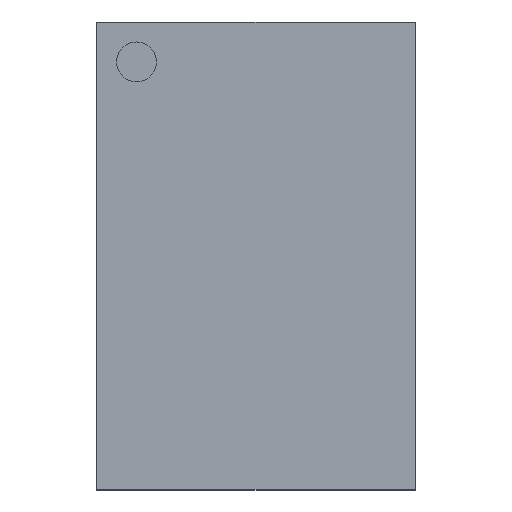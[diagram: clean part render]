
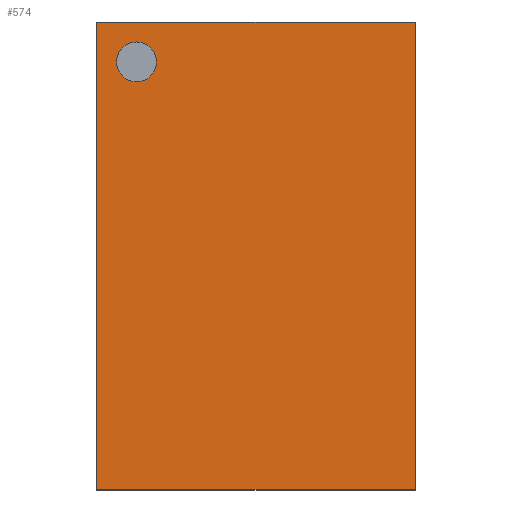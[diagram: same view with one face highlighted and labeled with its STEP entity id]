
A CAD part, top view. The second image highlights one B-rep face of the part: STEP entity #574.
In plain terms, the highlighted planar face has unit normal (0, 0, 1).
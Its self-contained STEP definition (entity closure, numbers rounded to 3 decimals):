
#385 = VERTEX_POINT('',#386);
#386 = CARTESIAN_POINT('',(-0.685,-1.005,0.68));
#393 = PLANE('',#394);
#394 = AXIS2_PLACEMENT_3D('',#395,#396,#397);
#395 = CARTESIAN_POINT('',(-0.685,-1.005,0.26));
#396 = DIRECTION('',(1.,0.,0.));
#397 = DIRECTION('',(0.,0.,1.));
#405 = PLANE('',#406);
#406 = AXIS2_PLACEMENT_3D('',#407,#408,#409);
#407 = CARTESIAN_POINT('',(-0.685,-1.005,0.26));
#408 = DIRECTION('',(0.,1.,0.));
#409 = DIRECTION('',(0.,0.,1.));
#446 = VERTEX_POINT('',#447);
#447 = CARTESIAN_POINT('',(-0.685,1.005,0.68));
#461 = PLANE('',#462);
#462 = AXIS2_PLACEMENT_3D('',#463,#464,#465);
#463 = CARTESIAN_POINT('',(-0.685,1.005,0.26));
#464 = DIRECTION('',(0.,1.,0.));
#465 = DIRECTION('',(0.,0.,1.));
#473 = EDGE_CURVE('',#385,#446,#474,.T.);
#474 = SURFACE_CURVE('',#475,(#479,#486),.PCURVE_S1.);
#475 = LINE('',#476,#477);
#476 = CARTESIAN_POINT('',(-0.685,-1.005,0.68));
#477 = VECTOR('',#478,1.);
#478 = DIRECTION('',(0.,1.,0.));
#479 = PCURVE('',#393,#480);
#480 = DEFINITIONAL_REPRESENTATION('',(#481),#485);
#481 = LINE('',#482,#483);
#482 = CARTESIAN_POINT('',(0.42,0.));
#483 = VECTOR('',#484,1.);
#484 = DIRECTION('',(0.,-1.));
#485 = ( GEOMETRIC_REPRESENTATION_CONTEXT(2) 
PARAMETRIC_REPRESENTATION_CONTEXT() REPRESENTATION_CONTEXT('2D SPACE',''
  ) );
#486 = PCURVE('',#487,#492);
#487 = PLANE('',#488);
#488 = AXIS2_PLACEMENT_3D('',#489,#490,#491);
#489 = CARTESIAN_POINT('',(-0.685,-1.005,0.68));
#490 = DIRECTION('',(0.,0.,1.));
#491 = DIRECTION('',(1.,0.,0.));
#492 = DEFINITIONAL_REPRESENTATION('',(#493),#497);
#493 = LINE('',#494,#495);
#494 = CARTESIAN_POINT('',(0.,0.));
#495 = VECTOR('',#496,1.);
#496 = DIRECTION('',(0.,1.));
#497 = ( GEOMETRIC_REPRESENTATION_CONTEXT(2) 
PARAMETRIC_REPRESENTATION_CONTEXT() REPRESENTATION_CONTEXT('2D SPACE',''
  ) );
#526 = EDGE_CURVE('',#385,#527,#529,.T.);
#527 = VERTEX_POINT('',#528);
#528 = CARTESIAN_POINT('',(0.685,-1.005,0.68));
#529 = SURFACE_CURVE('',#530,(#534,#541),.PCURVE_S1.);
#530 = LINE('',#531,#532);
#531 = CARTESIAN_POINT('',(-0.685,-1.005,0.68));
#532 = VECTOR('',#533,1.);
#533 = DIRECTION('',(1.,0.,0.));
#534 = PCURVE('',#405,#535);
#535 = DEFINITIONAL_REPRESENTATION('',(#536),#540);
#536 = LINE('',#537,#538);
#537 = CARTESIAN_POINT('',(0.42,0.));
#538 = VECTOR('',#539,1.);
#539 = DIRECTION('',(0.,1.));
#540 = ( GEOMETRIC_REPRESENTATION_CONTEXT(2) 
PARAMETRIC_REPRESENTATION_CONTEXT() REPRESENTATION_CONTEXT('2D SPACE',''
  ) );
#541 = PCURVE('',#487,#542);
#542 = DEFINITIONAL_REPRESENTATION('',(#543),#547);
#543 = LINE('',#544,#545);
#544 = CARTESIAN_POINT('',(0.,0.));
#545 = VECTOR('',#546,1.);
#546 = DIRECTION('',(1.,0.));
#547 = ( GEOMETRIC_REPRESENTATION_CONTEXT(2) 
PARAMETRIC_REPRESENTATION_CONTEXT() REPRESENTATION_CONTEXT('2D SPACE',''
  ) );
#563 = PLANE('',#564);
#564 = AXIS2_PLACEMENT_3D('',#565,#566,#567);
#565 = CARTESIAN_POINT('',(0.685,-1.005,0.26));
#566 = DIRECTION('',(1.,0.,0.));
#567 = DIRECTION('',(0.,0.,1.));
#574 = ADVANCED_FACE('',(#575,#623),#487,.T.);
#575 = FACE_BOUND('',#576,.T.);
#576 = EDGE_LOOP('',(#577,#578,#579,#602));
#577 = ORIENTED_EDGE('',*,*,#473,.F.);
#578 = ORIENTED_EDGE('',*,*,#526,.T.);
#579 = ORIENTED_EDGE('',*,*,#580,.T.);
#580 = EDGE_CURVE('',#527,#581,#583,.T.);
#581 = VERTEX_POINT('',#582);
#582 = CARTESIAN_POINT('',(0.685,1.005,0.68));
#583 = SURFACE_CURVE('',#584,(#588,#595),.PCURVE_S1.);
#584 = LINE('',#585,#586);
#585 = CARTESIAN_POINT('',(0.685,-1.005,0.68));
#586 = VECTOR('',#587,1.);
#587 = DIRECTION('',(0.,1.,0.));
#588 = PCURVE('',#487,#589);
#589 = DEFINITIONAL_REPRESENTATION('',(#590),#594);
#590 = LINE('',#591,#592);
#591 = CARTESIAN_POINT('',(1.37,0.));
#592 = VECTOR('',#593,1.);
#593 = DIRECTION('',(0.,1.));
#594 = ( GEOMETRIC_REPRESENTATION_CONTEXT(2) 
PARAMETRIC_REPRESENTATION_CONTEXT() REPRESENTATION_CONTEXT('2D SPACE',''
  ) );
#595 = PCURVE('',#563,#596);
#596 = DEFINITIONAL_REPRESENTATION('',(#597),#601);
#597 = LINE('',#598,#599);
#598 = CARTESIAN_POINT('',(0.42,0.));
#599 = VECTOR('',#600,1.);
#600 = DIRECTION('',(0.,-1.));
#601 = ( GEOMETRIC_REPRESENTATION_CONTEXT(2) 
PARAMETRIC_REPRESENTATION_CONTEXT() REPRESENTATION_CONTEXT('2D SPACE',''
  ) );
#602 = ORIENTED_EDGE('',*,*,#603,.F.);
#603 = EDGE_CURVE('',#446,#581,#604,.T.);
#604 = SURFACE_CURVE('',#605,(#609,#616),.PCURVE_S1.);
#605 = LINE('',#606,#607);
#606 = CARTESIAN_POINT('',(-0.685,1.005,0.68));
#607 = VECTOR('',#608,1.);
#608 = DIRECTION('',(1.,0.,0.));
#609 = PCURVE('',#487,#610);
#610 = DEFINITIONAL_REPRESENTATION('',(#611),#615);
#611 = LINE('',#612,#613);
#612 = CARTESIAN_POINT('',(0.,2.01));
#613 = VECTOR('',#614,1.);
#614 = DIRECTION('',(1.,0.));
#615 = ( GEOMETRIC_REPRESENTATION_CONTEXT(2) 
PARAMETRIC_REPRESENTATION_CONTEXT() REPRESENTATION_CONTEXT('2D SPACE',''
  ) );
#616 = PCURVE('',#461,#617);
#617 = DEFINITIONAL_REPRESENTATION('',(#618),#622);
#618 = LINE('',#619,#620);
#619 = CARTESIAN_POINT('',(0.42,0.));
#620 = VECTOR('',#621,1.);
#621 = DIRECTION('',(0.,1.));
#622 = ( GEOMETRIC_REPRESENTATION_CONTEXT(2) 
PARAMETRIC_REPRESENTATION_CONTEXT() REPRESENTATION_CONTEXT('2D SPACE',''
  ) );
#623 = FACE_BOUND('',#624,.T.);
#624 = EDGE_LOOP('',(#625));
#625 = ORIENTED_EDGE('',*,*,#626,.F.);
#626 = EDGE_CURVE('',#627,#627,#629,.T.);
#627 = VERTEX_POINT('',#628);
#628 = CARTESIAN_POINT('',(-0.428,0.834,0.68));
#629 = SURFACE_CURVE('',#630,(#635,#642),.PCURVE_S1.);
#630 = CIRCLE('',#631,0.086);
#631 = AXIS2_PLACEMENT_3D('',#632,#633,#634);
#632 = CARTESIAN_POINT('',(-0.514,0.834,0.68));
#633 = DIRECTION('',(0.,0.,1.));
#634 = DIRECTION('',(1.,0.,0.));
#635 = PCURVE('',#487,#636);
#636 = DEFINITIONAL_REPRESENTATION('',(#637),#641);
#637 = CIRCLE('',#638,0.086);
#638 = AXIS2_PLACEMENT_2D('',#639,#640);
#639 = CARTESIAN_POINT('',(0.171,1.839));
#640 = DIRECTION('',(1.,0.));
#641 = ( GEOMETRIC_REPRESENTATION_CONTEXT(2) 
PARAMETRIC_REPRESENTATION_CONTEXT() REPRESENTATION_CONTEXT('2D SPACE',''
  ) );
#642 = PCURVE('',#643,#648);
#643 = CYLINDRICAL_SURFACE('',#644,0.086);
#644 = AXIS2_PLACEMENT_3D('',#645,#646,#647);
#645 = CARTESIAN_POINT('',(-0.514,0.834,0.612));
#646 = DIRECTION('',(0.,0.,1.));
#647 = DIRECTION('',(1.,0.,0.));
#648 = DEFINITIONAL_REPRESENTATION('',(#649),#653);
#649 = LINE('',#650,#651);
#650 = CARTESIAN_POINT('',(0.,0.068));
#651 = VECTOR('',#652,1.);
#652 = DIRECTION('',(1.,0.));
#653 = ( GEOMETRIC_REPRESENTATION_CONTEXT(2) 
PARAMETRIC_REPRESENTATION_CONTEXT() REPRESENTATION_CONTEXT('2D SPACE',''
  ) );
